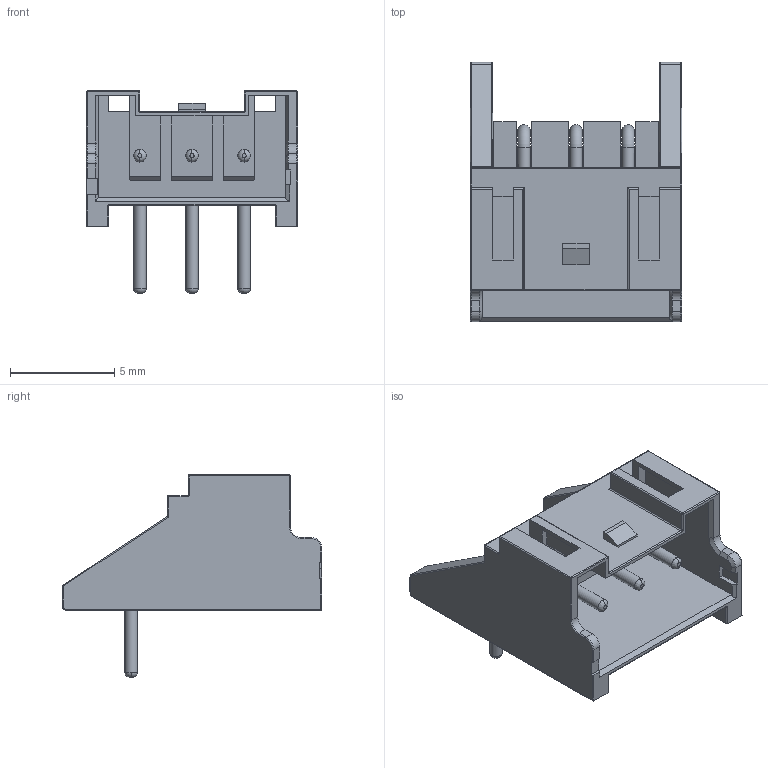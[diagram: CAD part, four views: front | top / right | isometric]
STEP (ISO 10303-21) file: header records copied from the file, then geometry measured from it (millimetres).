
FILE_DESCRIPTION(/* description */ (''),/* implementation_level */ '2;1');
FILE_NAME(/* name */ '3D_PCB1_2023-06-26.step',/* time_stamp */ '2023-06-26T22:43:04+08:00',/* author */ (''),/* organization */ (''),/* preprocessor_version */ 'ST-DEVELOPER v19.2',/* originating_system */ 'Autodesk Translation Framework v12.6.0.85',/* authorisation */ '');
FILE_SCHEMA (('AUTOMOTIVE_DESIGN { 1 0 10303 214 3 1 1 }'));
Length unit declared in the file: millimetre
Products named in the file (5): (未保存); COMPOUND; CN2; CONN-TH_3P-P2.50_S03B-XASS-1N-BN-LF-SN; SOLID
Assembly tree (4 placements, depth 4):
  (未保存)
    COMPOUND
    CN2
      CONN-TH_3P-P2.50_S03B-XASS-1N-BN-LF-SN
        SOLID
Bounding box: 10.14 x 12.45 x 9.7 mm (x, y, z)
Volume: 196.1 mm3; surface area: 697.9 mm2
Topology: 1 solids, 1 shells, 529 faces, 1392 edges, 884 vertices
Faces by surface type: plane 285, bspline 130, cylinder 81, torus 21, sphere 8, cone 4
Full cylindrical faces by diameter (mm): 0.6 x9
Entity records: 18837 total; most frequent: CARTESIAN_POINT 5643, ORIENTED_EDGE 2764, DIRECTION 2332, EDGE_CURVE 1382, LINE 930, VECTOR 930, VERTEX_POINT 884, AXIS2_PLACEMENT_3D 701
